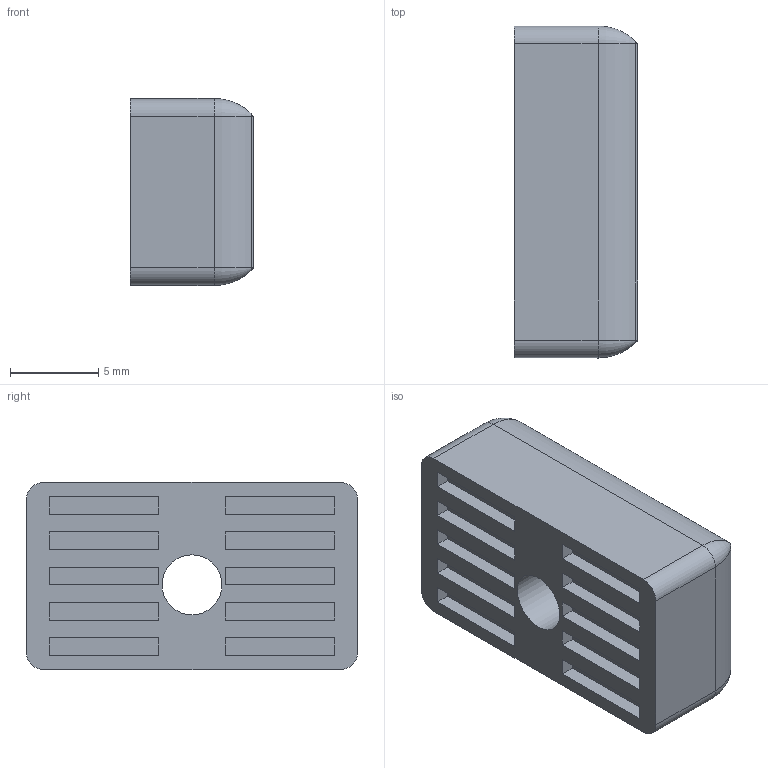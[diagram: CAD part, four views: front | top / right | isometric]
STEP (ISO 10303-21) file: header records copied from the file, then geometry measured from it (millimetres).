
FILE_DESCRIPTION(/* description */ ('STEP AP242','CAx-IF Rec.Pracs.---Representation and Presentation of Product Manufacturing Information (PMI)---4.0---2014-10-13','CAx-IF Rec.Pracs.---3D Tessellated Geometry---0.4---2014-09-14','2;1'),/* implementation_level */ '2;1');
FILE_NAME(/* name */ '658c0943af66f6637d1ab531',/* time_stamp */ '2023-12-27T11:23:48Z',/* author */ (''),/* organization */ (''),/* preprocessor_version */ 'ST-DEVELOPER v19.4',/* originating_system */ ' ',/* authorisation */ ' ');
FILE_SCHEMA (('AP242_MANAGED_MODEL_BASED_3D_ENGINEERING_MIM_LF { 1 0 10303 442 1 1 4 }'));
Length unit declared in the file: metre
Products named in the file (1): belt-clip-1 SW_X_Carriage_CW2 v1
Bounding box: 7 x 18.8 x 10.6 mm (x, y, z)
Volume: 1203.5 mm3; surface area: 939.2 mm2
Topology: 1 solids, 1 shells, 80 faces, 184 edges, 113 vertices
Faces by surface type: plane 61, cylinder 10, cone 5, torus 4
Full cylindrical faces by diameter (mm): 3.4 x1, 4.7 x1
Entity records: 2192 total; most frequent: CARTESIAN_POINT 371, DIRECTION 364, ORIENTED_EDGE 354, EDGE_CURVE 177, LINE 152, VECTOR 152, VERTEX_POINT 113, AXIS2_PLACEMENT_3D 106
